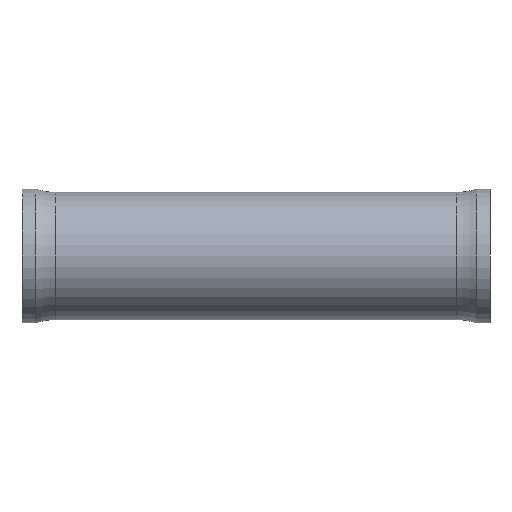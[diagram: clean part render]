
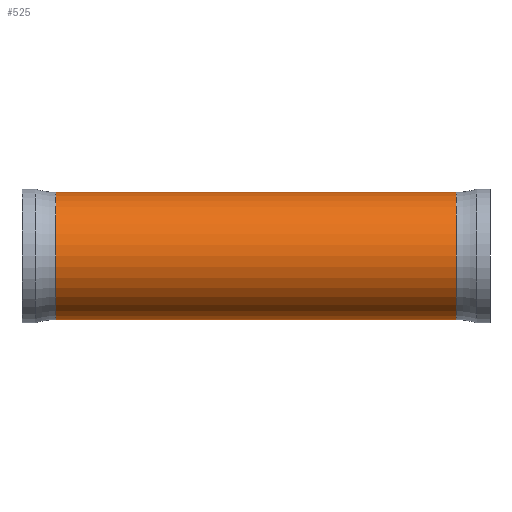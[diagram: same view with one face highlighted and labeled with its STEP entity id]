
A CAD part, left-side view. The second image highlights one B-rep face of the part: STEP entity #525.
In plain terms, the highlighted cylindrical face has radius 23.812 mm (diameter 47.625 mm), a partial arc.
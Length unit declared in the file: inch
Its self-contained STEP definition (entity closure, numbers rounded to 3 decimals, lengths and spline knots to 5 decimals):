
#4 = CARTESIAN_POINT ( 'NONE',  ( 0., 6.39137, -0.9375 ) ) ;
#6 = DIRECTION ( 'NONE',  ( 0., 0., 1. ) ) ;
#9 = ORIENTED_EDGE ( 'NONE', *, *, #96, .F. ) ;
#28 = EDGE_LOOP ( 'NONE', ( #85, #165, #388, #9 ) ) ;
#31 = CARTESIAN_POINT ( 'NONE',  ( 0., 0.49839, -0.9375 ) ) ;
#85 = ORIENTED_EDGE ( 'NONE', *, *, #145, .F. ) ;
#96 = EDGE_CURVE ( 'NONE', #381, #250, #287, .T. ) ;
#143 = CYLINDRICAL_SURFACE ( 'NONE', #612, 0.9375 ) ;
#144 = FACE_OUTER_BOUND ( 'NONE', #28, .T. ) ;
#145 = EDGE_CURVE ( 'NONE', #209, #381, #347, .T. ) ;
#156 = DIRECTION ( 'NONE',  ( 0., 1., 0. ) ) ;
#158 = DIRECTION ( 'NONE',  ( 0., 1., 0. ) ) ;
#165 = ORIENTED_EDGE ( 'NONE', *, *, #574, .T. ) ;
#166 = CARTESIAN_POINT ( 'NONE',  ( 0., 6.39137, 0.9375 ) ) ;
#168 = CARTESIAN_POINT ( 'NONE',  ( 0., 0.49839, 0.9375 ) ) ;
#179 = EDGE_CURVE ( 'NONE', #367, #250, #399, .T. ) ;
#209 = VERTEX_POINT ( 'NONE', #31 ) ;
#250 = VERTEX_POINT ( 'NONE', #166 ) ;
#287 = CIRCLE ( 'NONE', #375, 0.9375 ) ;
#307 = CARTESIAN_POINT ( 'NONE',  ( 0., 5.49933, 0. ) ) ;
#309 = DIRECTION ( 'NONE',  ( 0., 0., 1. ) ) ;
#347 = LINE ( 'NONE', #599, #365 ) ;
#365 = VECTOR ( 'NONE', #538, 39.37008 ) ;
#367 = VERTEX_POINT ( 'NONE', #168 ) ;
#375 = AXIS2_PLACEMENT_3D ( 'NONE', #542, #543, #545 ) ;
#381 = VERTEX_POINT ( 'NONE', #4 ) ;
#388 = ORIENTED_EDGE ( 'NONE', *, *, #179, .T. ) ;
#395 = VECTOR ( 'NONE', #581, 39.37008 ) ;
#399 = LINE ( 'NONE', #589, #395 ) ;
#462 = CIRCLE ( 'NONE', #604, 0.9375 ) ;
#525 = ADVANCED_FACE ( 'NONE', ( #144 ), #143, .T. ) ;
#534 = CARTESIAN_POINT ( 'NONE',  ( 0., 0.49839, 0. ) ) ;
#538 = DIRECTION ( 'NONE',  ( 0., 1., 0. ) ) ;
#542 = CARTESIAN_POINT ( 'NONE',  ( 0., 6.39137, 0. ) ) ;
#543 = DIRECTION ( 'NONE',  ( 0., 1., 0. ) ) ;
#545 = DIRECTION ( 'NONE',  ( 0., 0., 1. ) ) ;
#574 = EDGE_CURVE ( 'NONE', #209, #367, #462, .T. ) ;
#581 = DIRECTION ( 'NONE',  ( 0., 1., 0. ) ) ;
#589 = CARTESIAN_POINT ( 'NONE',  ( 0., 5.49933, 0.9375 ) ) ;
#599 = CARTESIAN_POINT ( 'NONE',  ( 0., 5.49933, -0.9375 ) ) ;
#604 = AXIS2_PLACEMENT_3D ( 'NONE', #534, #156, #6 ) ;
#612 = AXIS2_PLACEMENT_3D ( 'NONE', #307, #158, #309 ) ;
